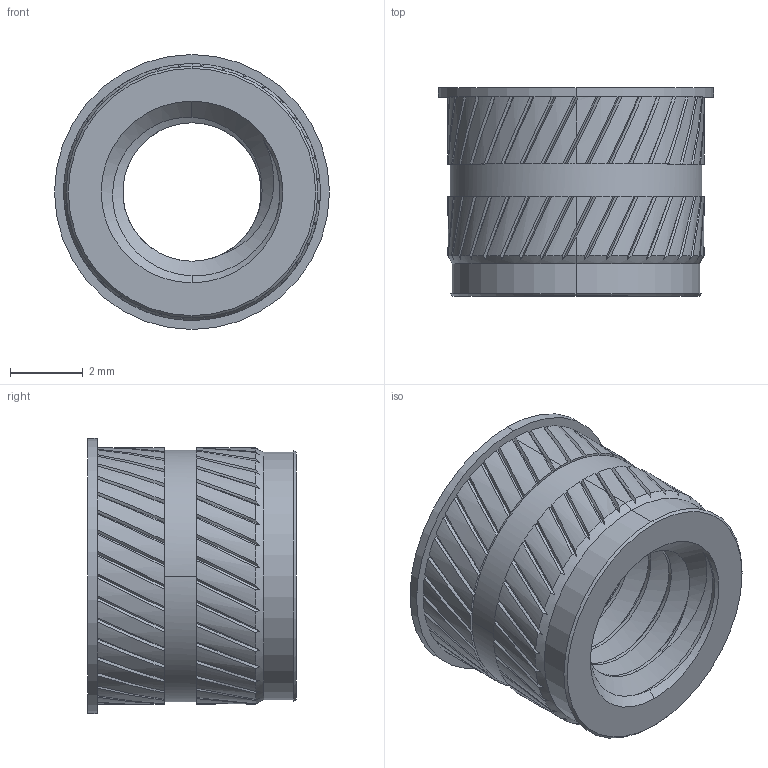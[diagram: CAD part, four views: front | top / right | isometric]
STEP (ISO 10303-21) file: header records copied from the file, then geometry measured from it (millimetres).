
FILE_DESCRIPTION (( 'STEP AP203' ), '1' );
FILE_NAME ('93365A154.STEP', '2018-04-19T12:06:51', ( '' ), ( '' ), 'SwSTEP 2.0', 'SolidWorks 2014', '' );
FILE_SCHEMA (( 'CONFIG_CONTROL_DESIGN' ));
Length unit declared in the file: inch
Products named in the file (1): 93365A154
Bounding box: 7.54 x 5.71 x 7.54 mm (x, y, z)
Volume: 133.2 mm3; surface area: 320.2 mm2
Topology: 1 solids, 1 shells, 326 faces, 818 edges, 496 vertices
Faces by surface type: bspline 147, cylinder 95, plane 76, cone 8
Entity records: 13804 total; most frequent: CARTESIAN_POINT 7710, ORIENTED_EDGE 1636, DIRECTION 946, EDGE_CURVE 818, VERTEX_POINT 496, AXIS2_PLACEMENT_3D 422, EDGE_LOOP 330, ADVANCED_FACE 326
